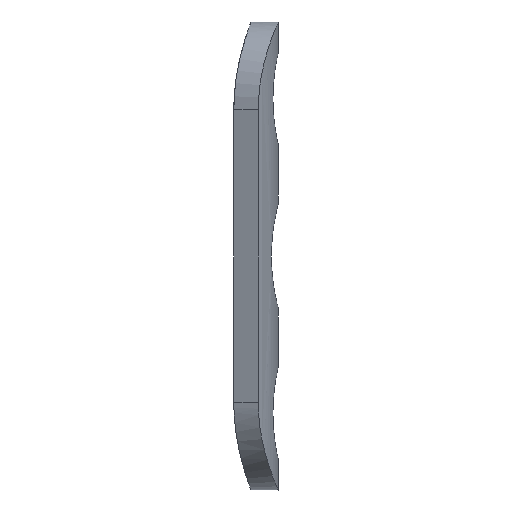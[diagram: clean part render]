
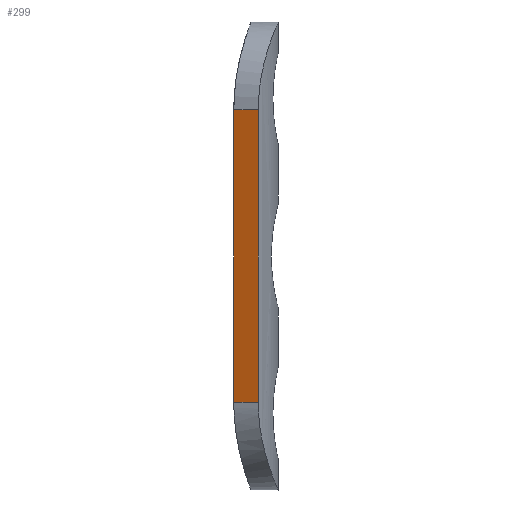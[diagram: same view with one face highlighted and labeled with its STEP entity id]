
A CAD part, left-side view. The second image highlights one B-rep face of the part: STEP entity #299.
In plain terms, the highlighted planar face has unit normal (-0.902, 0.431, 0).
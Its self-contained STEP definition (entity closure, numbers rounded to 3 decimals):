
#79 = VECTOR ( 'NONE', #1007, 1000. ) ;
#116 = CARTESIAN_POINT ( 'NONE',  ( -10.406, 2.357, 20. ) ) ;
#125 = PLANE ( 'NONE',  #1607 ) ;
#156 = DIRECTION ( 'NONE',  ( 0.431, 0.902, 0. ) ) ;
#266 = EDGE_CURVE ( 'NONE', #475, #587, #759, .T. ) ;
#272 = CARTESIAN_POINT ( 'NONE',  ( -12., -0.982, -20. ) ) ;
#276 = EDGE_CURVE ( 'NONE', #475, #1185, #737, .T. ) ;
#291 = DIRECTION ( 'NONE',  ( -0.902, 0.431, 0. ) ) ;
#299 = ADVANCED_FACE ( 'NONE', ( #1608 ), #125, .T. ) ;
#340 = ORIENTED_EDGE ( 'NONE', *, *, #1829, .F. ) ;
#359 = CARTESIAN_POINT ( 'NONE',  ( -10.406, 2.357, 37. ) ) ;
#396 = ORIENTED_EDGE ( 'NONE', *, *, #266, .F. ) ;
#423 = CARTESIAN_POINT ( 'NONE',  ( -12., -0.982, 0. ) ) ;
#473 = CARTESIAN_POINT ( 'NONE',  ( -12., -0.982, 20. ) ) ;
#475 = VERTEX_POINT ( 'NONE', #614 ) ;
#526 = CARTESIAN_POINT ( 'NONE',  ( -12., -0.982, 20. ) ) ;
#587 = VERTEX_POINT ( 'NONE', #1433 ) ;
#614 = CARTESIAN_POINT ( 'NONE',  ( -12., -0.982, -20. ) ) ;
#737 = LINE ( 'NONE', #1140, #79 ) ;
#759 = LINE ( 'NONE', #272, #1205 ) ;
#788 = VECTOR ( 'NONE', #1201, 1000. ) ;
#872 = DIRECTION ( 'NONE',  ( 0., 0., -1. ) ) ;
#892 = LINE ( 'NONE', #473, #1827 ) ;
#953 = LINE ( 'NONE', #359, #788 ) ;
#1007 = DIRECTION ( 'NONE',  ( 0., 0., 1. ) ) ;
#1058 = ORIENTED_EDGE ( 'NONE', *, *, #1565, .T. ) ;
#1079 = EDGE_LOOP ( 'NONE', ( #396, #1531, #1058, #340 ) ) ;
#1140 = CARTESIAN_POINT ( 'NONE',  ( -12., -0.982, 37. ) ) ;
#1185 = VERTEX_POINT ( 'NONE', #526 ) ;
#1201 = DIRECTION ( 'NONE',  ( 0., 0., 1. ) ) ;
#1205 = VECTOR ( 'NONE', #156, 1000. ) ;
#1211 = DIRECTION ( 'NONE',  ( 0.431, 0.902, 0. ) ) ;
#1433 = CARTESIAN_POINT ( 'NONE',  ( -10.406, 2.357, -20. ) ) ;
#1531 = ORIENTED_EDGE ( 'NONE', *, *, #276, .T. ) ;
#1565 = EDGE_CURVE ( 'NONE', #1185, #1881, #892, .T. ) ;
#1607 = AXIS2_PLACEMENT_3D ( 'NONE', #423, #291, #872 ) ;
#1608 = FACE_OUTER_BOUND ( 'NONE', #1079, .T. ) ;
#1827 = VECTOR ( 'NONE', #1211, 1000. ) ;
#1829 = EDGE_CURVE ( 'NONE', #587, #1881, #953, .T. ) ;
#1881 = VERTEX_POINT ( 'NONE', #116 ) ;
